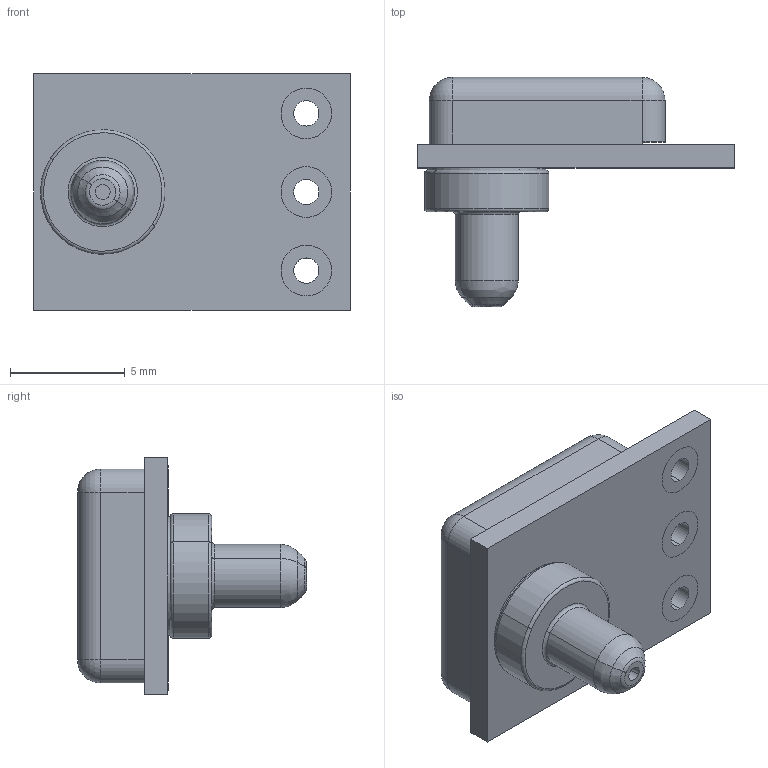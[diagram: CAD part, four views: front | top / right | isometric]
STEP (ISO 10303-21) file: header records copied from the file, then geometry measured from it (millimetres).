
FILE_DESCRIPTION((''),'2;1');
FILE_NAME('TVC_SERIES','2018-10-09T14:38:33',('RICKB'),('Bourns, Inc.'),'CREO PARAMETRIC BY PTC INC, 2018050','CREO PARAMETRIC BY PTC INC, 2018050','');
FILE_SCHEMA(('AUTOMOTIVE_DESIGN { 1 0 10303 214 1 1 1 1 }'));
Length unit declared in the file: millimetre
Products named in the file (1): TVC_SERIES
Bounding box: 13.77 x 9.97 x 10.31 mm (x, y, z)
Volume: 322.4 mm3; surface area: 770.2 mm2
Topology: 2 solids, 2 shells, 145 faces, 368 edges, 228 vertices
Faces by surface type: plane 86, cylinder 37, torus 10, sphere 8, bspline 2, cone 2
Entity records: 4508 total; most frequent: CARTESIAN_POINT 885, DIRECTION 746, ORIENTED_EDGE 720, EDGE_CURVE 360, AXIS2_PLACEMENT_3D 249, VECTOR 248, LINE 248, VERTEX_POINT 228
